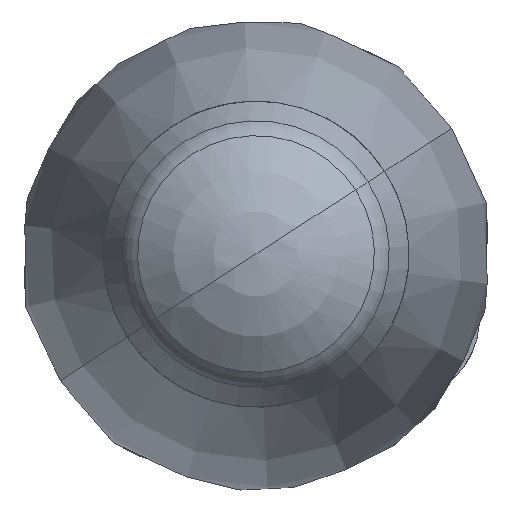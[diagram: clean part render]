
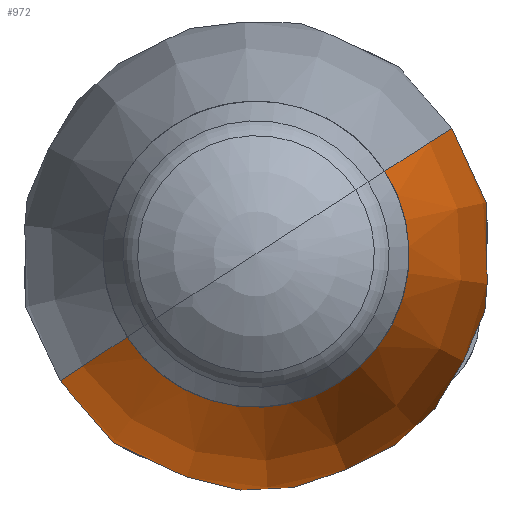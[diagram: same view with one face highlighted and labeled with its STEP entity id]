
A CAD part, top view. The second image highlights one B-rep face of the part: STEP entity #972.
In plain terms, the highlighted face is a revolution surface.
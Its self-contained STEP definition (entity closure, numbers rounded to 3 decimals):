
#524=AXIS2_PLACEMENT_3D('Circle Axis2P3D',#522,#523,$) ;
#943=AXIS2_PLACEMENT_3D('Circle Axis2P3D',#941,#942,$) ;
#519=CARTESIAN_POINT('Vertex',(31.937,27.67,188.124)) ;
#522=CARTESIAN_POINT('Axis2P3D Location',(19.948,19.948,188.124)) ;
#526=CARTESIAN_POINT('Vertex',(7.959,12.226,188.124)) ;
#931=CARTESIAN_POINT('Control Point',(7.038,19.014,252.273)) ;
#932=CARTESIAN_POINT('Control Point',(1.803,18.636,240.202)) ;
#933=CARTESIAN_POINT('Control Point',(-1.086,18.427,227.108)) ;
#934=CARTESIAN_POINT('Control Point',(-1.363,18.407,213.603)) ;
#935=CARTESIAN_POINT('Control Point',(0.989,18.577,200.401)) ;
#936=CARTESIAN_POINT('Control Point',(5.724,18.919,188.124)) ;
#937=CARTESIAN_POINT('Axis1P Location',(19.948,19.948,196.175)) ;
#941=CARTESIAN_POINT('Axis2P3D Location',(19.948,19.948,252.273)) ;
#945=CARTESIAN_POINT('Vertex',(9.066,12.939,252.273)) ;
#947=CARTESIAN_POINT('Vertex',(30.83,26.957,252.273)) ;
#951=CARTESIAN_POINT('Control Point',(9.066,12.939,252.273)) ;
#952=CARTESIAN_POINT('Control Point',(4.654,10.097,240.202)) ;
#953=CARTESIAN_POINT('Control Point',(2.218,8.529,227.108)) ;
#954=CARTESIAN_POINT('Control Point',(1.985,8.378,213.603)) ;
#955=CARTESIAN_POINT('Control Point',(3.967,9.655,200.401)) ;
#956=CARTESIAN_POINT('Control Point',(7.959,12.226,188.124)) ;
#959=CARTESIAN_POINT('Control Point',(30.83,26.957,252.273)) ;
#960=CARTESIAN_POINT('Control Point',(35.242,29.799,240.202)) ;
#961=CARTESIAN_POINT('Control Point',(37.678,31.367,227.108)) ;
#962=CARTESIAN_POINT('Control Point',(37.911,31.518,213.603)) ;
#963=CARTESIAN_POINT('Control Point',(35.929,30.241,200.401)) ;
#964=CARTESIAN_POINT('Control Point',(31.937,27.67,188.124)) ;
#523=DIRECTION('Axis2P3D Direction',(0.,0.,1.)) ;
#938=DIRECTION('Axis1P Direction',(0.,0.,1.)) ;
#942=DIRECTION('Axis2P3D Direction',(0.,0.,1.)) ;
#939=AXIS1_PLACEMENT('Revolution Surface Axis1P',#937,#938) ;
#967=ORIENTED_EDGE('',*,*,#949,.F.) ;
#968=ORIENTED_EDGE('',*,*,#957,.T.) ;
#969=ORIENTED_EDGE('',*,*,#528,.T.) ;
#970=ORIENTED_EDGE('',*,*,#965,.F.) ;
#972=ADVANCED_FACE('Hauptk\X2\00F6\X0\rper',(#971),#940,.F.) ;
#930=B_SPLINE_CURVE_WITH_KNOTS('',5,(#931,#932,#933,#934,#935,#936),.UNSPECIFIED.,.F.,.U.,(6,6),(98.044,163.859),.UNSPECIFIED.) ;
#950=B_SPLINE_CURVE_WITH_KNOTS('',5,(#951,#952,#953,#954,#955,#956),.UNSPECIFIED.,.F.,.U.,(6,6),(98.044,163.859),.UNSPECIFIED.) ;
#958=B_SPLINE_CURVE_WITH_KNOTS('',5,(#959,#960,#961,#962,#963,#964),.UNSPECIFIED.,.F.,.U.,(6,6),(98.044,163.859),.UNSPECIFIED.) ;
#525=CIRCLE('generated circle',#524,14.261) ;
#944=CIRCLE('generated circle',#943,12.944) ;
#528=EDGE_CURVE('',#527,#520,#525,.T.) ;
#949=EDGE_CURVE('',#946,#948,#944,.T.) ;
#957=EDGE_CURVE('',#946,#527,#950,.T.) ;
#965=EDGE_CURVE('',#948,#520,#958,.T.) ;
#966=EDGE_LOOP('',(#967,#968,#969,#970)) ;
#971=FACE_OUTER_BOUND('',#966,.T.) ;
#940=SURFACE_OF_REVOLUTION('Surface of Revolution',#930,#939) ;
#520=VERTEX_POINT('',#519) ;
#527=VERTEX_POINT('',#526) ;
#946=VERTEX_POINT('',#945) ;
#948=VERTEX_POINT('',#947) ;
